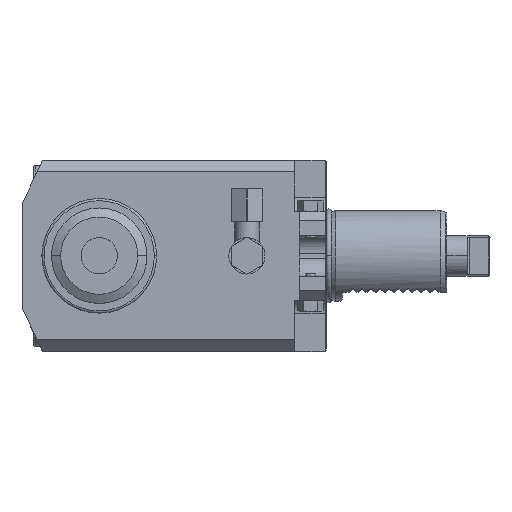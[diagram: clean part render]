
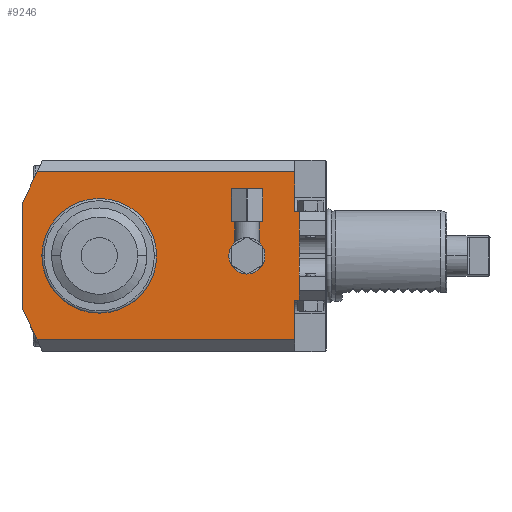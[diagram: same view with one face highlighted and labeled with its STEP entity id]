
A CAD part, top view. The second image highlights one B-rep face of the part: STEP entity #9246.
In plain terms, the highlighted planar face has unit normal (0, 0, 1).
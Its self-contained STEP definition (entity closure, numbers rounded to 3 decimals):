
#1195=DIRECTION('',(-1.,0.,0.));
#1196=VECTOR('',#1195,113.332);
#1197=CARTESIAN_POINT('',(-14.,37.,45.));
#1198=LINE('',#1197,#1196);
#2054=CARTESIAN_POINT('',(-100.,0.,45.));
#2055=DIRECTION('',(0.,0.,1.));
#2056=DIRECTION('',(1.,0.,0.));
#2057=AXIS2_PLACEMENT_3D('',#2054,#2055,#2056);
#2059=CARTESIAN_POINT('',(-100.,0.,45.));
#2060=DIRECTION('',(0.,0.,1.));
#2061=DIRECTION('',(-1.,0.,0.));
#2062=AXIS2_PLACEMENT_3D('',#2059,#2060,#2061);
#2064=CARTESIAN_POINT('',(-35.,0.,45.));
#2065=DIRECTION('',(0.,0.,1.));
#2066=DIRECTION('',(1.,0.,0.));
#2067=AXIS2_PLACEMENT_3D('',#2064,#2065,#2066);
#2069=CARTESIAN_POINT('',(-35.,0.,45.));
#2070=DIRECTION('',(0.,0.,1.));
#2071=DIRECTION('',(-1.,0.,0.));
#2072=AXIS2_PLACEMENT_3D('',#2069,#2070,#2071);
#2074=DIRECTION('',(-0.423,0.906,0.));
#2075=VECTOR('',#2074,15.779);
#2076=CARTESIAN_POINT('',(-127.332,-37.,45.));
#2077=LINE('',#2076,#2075);
#2078=DIRECTION('',(0.423,0.906,0.));
#2079=VECTOR('',#2078,15.779);
#2080=CARTESIAN_POINT('',(-134.,22.699,45.));
#2081=LINE('',#2080,#2079);
#2082=DIRECTION('',(0.,1.,0.));
#2083=VECTOR('',#2082,17.5);
#2084=CARTESIAN_POINT('',(-14.,19.5,45.));
#2085=LINE('',#2084,#2083);
#2086=DIRECTION('',(-1.,0.,0.));
#2087=VECTOR('',#2086,2.);
#2088=CARTESIAN_POINT('',(-12.,19.5,45.));
#2089=LINE('',#2088,#2087);
#2090=DIRECTION('',(0.,-1.,0.));
#2091=VECTOR('',#2090,39.);
#2092=CARTESIAN_POINT('',(-12.,19.5,45.));
#2093=LINE('',#2092,#2091);
#2094=DIRECTION('',(-1.,0.,0.));
#2095=VECTOR('',#2094,2.);
#2096=CARTESIAN_POINT('',(-12.,-19.5,45.));
#2097=LINE('',#2096,#2095);
#2098=DIRECTION('',(0.,1.,0.));
#2099=VECTOR('',#2098,17.5);
#2100=CARTESIAN_POINT('',(-14.,-37.,45.));
#2101=LINE('',#2100,#2099);
#3206=DIRECTION('',(1.,0.,0.));
#3207=VECTOR('',#3206,113.332);
#3208=CARTESIAN_POINT('',(-127.332,-37.,45.));
#3209=LINE('',#3208,#3207);
#4469=DIRECTION('',(0.,-1.,0.));
#4470=VECTOR('',#4469,45.399);
#4471=CARTESIAN_POINT('',(-134.,22.699,45.));
#4472=LINE('',#4471,#4470);
#6280=CARTESIAN_POINT('',(-14.,-19.5,45.));
#6282=VERTEX_POINT('',#6280);
#6283=CARTESIAN_POINT('',(-14.,19.5,45.));
#6285=VERTEX_POINT('',#6283);
#6291=CARTESIAN_POINT('',(-12.,-19.5,45.));
#6292=VERTEX_POINT('',#6291);
#6293=CARTESIAN_POINT('',(-12.,19.5,45.));
#6294=VERTEX_POINT('',#6293);
#6390=CARTESIAN_POINT('',(-134.,22.699,45.));
#6391=CARTESIAN_POINT('',(-134.,-22.699,45.));
#6392=VERTEX_POINT('',#6390);
#6393=VERTEX_POINT('',#6391);
#6394=CARTESIAN_POINT('',(-127.332,37.,45.));
#6396=VERTEX_POINT('',#6394);
#6399=CARTESIAN_POINT('',(-127.332,-37.,45.));
#6401=VERTEX_POINT('',#6399);
#6612=CARTESIAN_POINT('',(-74.75,0.,45.));
#6613=CARTESIAN_POINT('',(-125.25,0.,45.));
#6614=VERTEX_POINT('',#6612);
#6615=VERTEX_POINT('',#6613);
#7016=CARTESIAN_POINT('',(-28.05,0.,45.));
#7017=CARTESIAN_POINT('',(-41.95,0.,45.));
#7018=VERTEX_POINT('',#7016);
#7019=VERTEX_POINT('',#7017);
#7128=CARTESIAN_POINT('',(-14.,-37.,45.));
#7130=VERTEX_POINT('',#7128);
#7133=CARTESIAN_POINT('',(-14.,37.,45.));
#7135=VERTEX_POINT('',#7133);
#9212=CARTESIAN_POINT('',(-73.5,-42.,45.));
#9213=DIRECTION('',(0.,0.,1.));
#9214=DIRECTION('',(0.,1.,0.));
#9215=AXIS2_PLACEMENT_3D('',#9212,#9213,#9214);
#9216=PLANE('',#9215);
#9218=ORIENTED_EDGE('',*,*,#9217,.F.);
#9220=ORIENTED_EDGE('',*,*,#9219,.T.);
#9222=ORIENTED_EDGE('',*,*,#9221,.F.);
#9224=ORIENTED_EDGE('',*,*,#9223,.T.);
#9225=ORIENTED_EDGE('',*,*,#8418,.F.);
#9226=ORIENTED_EDGE('',*,*,#8438,.F.);
#9227=ORIENTED_EDGE('',*,*,#8482,.F.);
#9228=ORIENTED_EDGE('',*,*,#9206,.T.);
#9229=ORIENTED_EDGE('',*,*,#8852,.T.);
#9231=ORIENTED_EDGE('',*,*,#9230,.F.);
#9232=EDGE_LOOP('',(#9218,#9220,#9222,#9224,#9225,#9226,#9227,#9228,#9229,
#9231));
#9233=FACE_OUTER_BOUND('',#9232,.F.);
#9235=ORIENTED_EDGE('',*,*,#9234,.T.);
#9237=ORIENTED_EDGE('',*,*,#9236,.T.);
#9238=EDGE_LOOP('',(#9235,#9237));
#9239=FACE_BOUND('',#9238,.F.);
#9241=ORIENTED_EDGE('',*,*,#9240,.T.);
#9243=ORIENTED_EDGE('',*,*,#9242,.T.);
#9244=EDGE_LOOP('',(#9241,#9243));
#9245=FACE_BOUND('',#9244,.F.);
#9246=ADVANCED_FACE('',(#9233,#9239,#9245),#9216,.T.);
#2058=CIRCLE('',#2057,25.25);
#2063=CIRCLE('',#2062,25.25);
#2068=CIRCLE('',#2067,6.95);
#2073=CIRCLE('',#2072,6.95);
#8418=EDGE_CURVE('',#7135,#6396,#1198,.T.);
#8438=EDGE_CURVE('',#6285,#7135,#2085,.T.);
#8482=EDGE_CURVE('',#6294,#6285,#2089,.T.);
#8852=EDGE_CURVE('',#6292,#6282,#2097,.T.);
#9206=EDGE_CURVE('',#6294,#6292,#2093,.T.);
#9217=EDGE_CURVE('',#6401,#7130,#3209,.T.);
#9219=EDGE_CURVE('',#6401,#6393,#2077,.T.);
#9221=EDGE_CURVE('',#6392,#6393,#4472,.T.);
#9223=EDGE_CURVE('',#6392,#6396,#2081,.T.);
#9230=EDGE_CURVE('',#7130,#6282,#2101,.T.);
#9234=EDGE_CURVE('',#7018,#7019,#2068,.T.);
#9236=EDGE_CURVE('',#7019,#7018,#2073,.T.);
#9240=EDGE_CURVE('',#6614,#6615,#2058,.T.);
#9242=EDGE_CURVE('',#6615,#6614,#2063,.T.);
